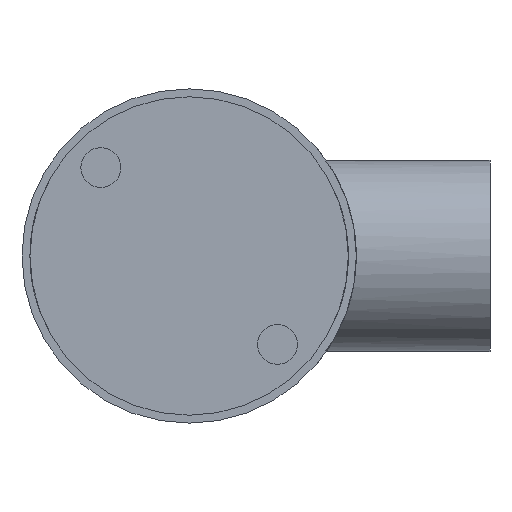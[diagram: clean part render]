
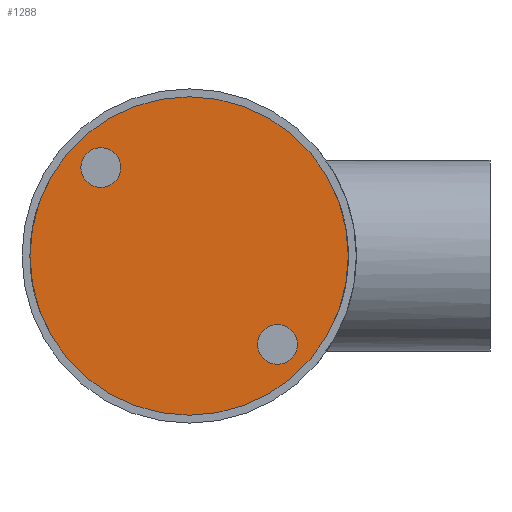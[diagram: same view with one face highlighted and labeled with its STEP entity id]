
A CAD part, front view. The second image highlights one B-rep face of the part: STEP entity #1288.
In plain terms, the highlighted planar face has unit normal (0, -1, 0).
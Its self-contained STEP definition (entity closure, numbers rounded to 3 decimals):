
#2 = EDGE_LOOP ( 'NONE', ( #676, #107 ) ) ;
#20 = AXIS2_PLACEMENT_3D ( 'NONE', #1352, #974, #1436 ) ;
#21 = FACE_OUTER_BOUND ( 'NONE', #488, .T. ) ;
#33 = EDGE_CURVE ( 'NONE', #234, #953, #57, .T. ) ;
#57 = CIRCLE ( 'NONE', #1059, 2.5 ) ;
#107 = ORIENTED_EDGE ( 'NONE', *, *, #33, .F. ) ;
#131 = CARTESIAN_POINT ( 'NONE',  ( 11.1, -23.35, -11.1 ) ) ;
#160 = DIRECTION ( 'NONE',  ( 0., 0., -1. ) ) ;
#187 = DIRECTION ( 'NONE',  ( 0., 1., 0. ) ) ;
#213 = CIRCLE ( 'NONE', #1155, 2.5 ) ;
#232 = CIRCLE ( 'NONE', #643, 2.5 ) ;
#234 = VERTEX_POINT ( 'NONE', #1045 ) ;
#250 = VERTEX_POINT ( 'NONE', #694 ) ;
#256 = AXIS2_PLACEMENT_3D ( 'NONE', #853, #1213, #868 ) ;
#264 = DIRECTION ( 'NONE',  ( 0., -1., 0. ) ) ;
#271 = CIRCLE ( 'NONE', #20, 20. ) ;
#281 = CARTESIAN_POINT ( 'NONE',  ( 11.1, -23.35, -13.6 ) ) ;
#371 = PLANE ( 'NONE',  #256 ) ;
#387 = CARTESIAN_POINT ( 'NONE',  ( -11.1, -23.35, 13.6 ) ) ;
#391 = DIRECTION ( 'NONE',  ( 0., 0., 1. ) ) ;
#429 = VERTEX_POINT ( 'NONE', #732 ) ;
#488 = EDGE_LOOP ( 'NONE', ( #1527, #797 ) ) ;
#581 = EDGE_CURVE ( 'NONE', #429, #717, #271, .T. ) ;
#601 = EDGE_CURVE ( 'NONE', #854, #250, #859, .T. ) ;
#612 = EDGE_LOOP ( 'NONE', ( #869, #1099 ) ) ;
#642 = DIRECTION ( 'NONE',  ( 0., -1., 0. ) ) ;
#643 = AXIS2_PLACEMENT_3D ( 'NONE', #874, #264, #391 ) ;
#676 = ORIENTED_EDGE ( 'NONE', *, *, #1264, .F. ) ;
#694 = CARTESIAN_POINT ( 'NONE',  ( -11.1, -23.35, 8.6 ) ) ;
#717 = VERTEX_POINT ( 'NONE', #893 ) ;
#732 = CARTESIAN_POINT ( 'NONE',  ( 0., -23.35, -20. ) ) ;
#797 = ORIENTED_EDGE ( 'NONE', *, *, #1030, .F. ) ;
#853 = CARTESIAN_POINT ( 'NONE',  ( 0., -23.35, 0. ) ) ;
#854 = VERTEX_POINT ( 'NONE', #387 ) ;
#859 = CIRCLE ( 'NONE', #1313, 2.5 ) ;
#866 = AXIS2_PLACEMENT_3D ( 'NONE', #1017, #187, #1477 ) ;
#868 = DIRECTION ( 'NONE',  ( 0., 0., 1. ) ) ;
#869 = ORIENTED_EDGE ( 'NONE', *, *, #1495, .F. ) ;
#874 = CARTESIAN_POINT ( 'NONE',  ( 11.1, -23.35, -11.1 ) ) ;
#882 = CARTESIAN_POINT ( 'NONE',  ( -11.1, -23.35, 11.1 ) ) ;
#893 = CARTESIAN_POINT ( 'NONE',  ( 0., -23.35, 20. ) ) ;
#953 = VERTEX_POINT ( 'NONE', #281 ) ;
#974 = DIRECTION ( 'NONE',  ( 0., 1., 0. ) ) ;
#1017 = CARTESIAN_POINT ( 'NONE',  ( 0., -23.35, 0. ) ) ;
#1020 = DIRECTION ( 'NONE',  ( 0., -1., 0. ) ) ;
#1030 = EDGE_CURVE ( 'NONE', #717, #429, #1058, .T. ) ;
#1045 = CARTESIAN_POINT ( 'NONE',  ( 11.1, -23.35, -8.6 ) ) ;
#1058 = CIRCLE ( 'NONE', #866, 20. ) ;
#1059 = AXIS2_PLACEMENT_3D ( 'NONE', #131, #642, #1107 ) ;
#1090 = FACE_BOUND ( 'NONE', #612, .T. ) ;
#1099 = ORIENTED_EDGE ( 'NONE', *, *, #601, .F. ) ;
#1107 = DIRECTION ( 'NONE',  ( 0., 0., 1. ) ) ;
#1155 = AXIS2_PLACEMENT_3D ( 'NONE', #882, #1340, #160 ) ;
#1213 = DIRECTION ( 'NONE',  ( 0., 1., 0. ) ) ;
#1256 = CARTESIAN_POINT ( 'NONE',  ( -11.1, -23.35, 11.1 ) ) ;
#1264 = EDGE_CURVE ( 'NONE', #953, #234, #232, .T. ) ;
#1288 = ADVANCED_FACE ( 'NONE', ( #1090, #1438, #21 ), #371, .F. ) ;
#1313 = AXIS2_PLACEMENT_3D ( 'NONE', #1256, #1020, #1506 ) ;
#1340 = DIRECTION ( 'NONE',  ( 0., -1., 0. ) ) ;
#1352 = CARTESIAN_POINT ( 'NONE',  ( 0., -23.35, 0. ) ) ;
#1436 = DIRECTION ( 'NONE',  ( 0., 0., 1. ) ) ;
#1438 = FACE_BOUND ( 'NONE', #2, .T. ) ;
#1477 = DIRECTION ( 'NONE',  ( 0., 0., 1. ) ) ;
#1495 = EDGE_CURVE ( 'NONE', #250, #854, #213, .T. ) ;
#1506 = DIRECTION ( 'NONE',  ( 0., 0., -1. ) ) ;
#1527 = ORIENTED_EDGE ( 'NONE', *, *, #581, .F. ) ;
